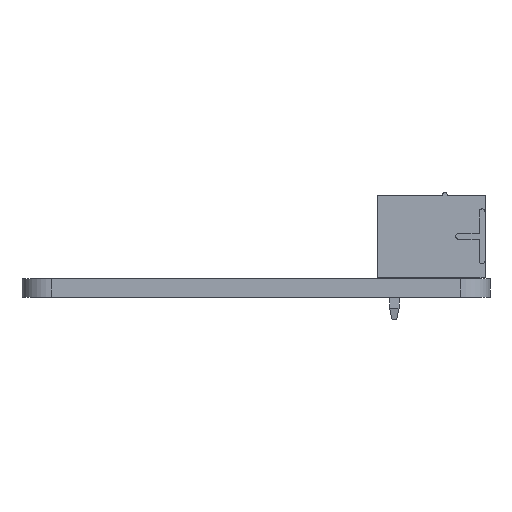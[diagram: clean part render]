
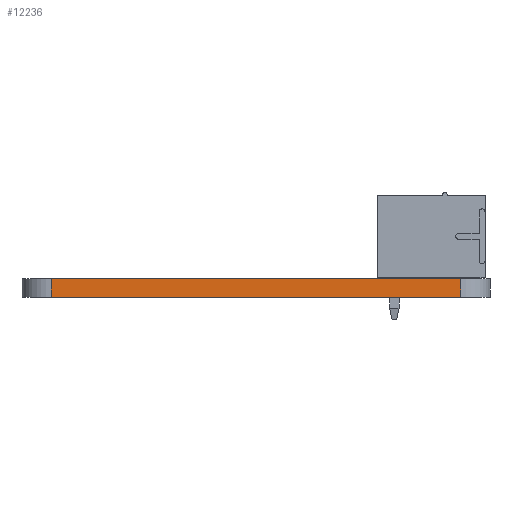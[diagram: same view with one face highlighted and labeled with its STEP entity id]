
A CAD part, left-side view. The second image highlights one B-rep face of the part: STEP entity #12236.
In plain terms, the highlighted planar face has unit normal (-1, 0, 0).
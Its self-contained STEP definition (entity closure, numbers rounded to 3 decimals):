
#12053 = CYLINDRICAL_SURFACE('',#12054,2.5);
#12054 = AXIS2_PLACEMENT_3D('',#12055,#12056,#12057);
#12055 = CARTESIAN_POINT('',(2.5,-2.5,0.));
#12056 = DIRECTION('',(-0.,-0.,-1.));
#12057 = DIRECTION('',(1.,0.,-0.));
#12078 = VERTEX_POINT('',#12079);
#12079 = CARTESIAN_POINT('',(0.,-2.5,1.6));
#12094 = PLANE('',#12095);
#12095 = AXIS2_PLACEMENT_3D('',#12096,#12097,#12098);
#12096 = CARTESIAN_POINT('',(20.95,-20.,1.6));
#12097 = DIRECTION('',(0.,0.,1.));
#12098 = DIRECTION('',(1.,0.,-0.));
#12106 = EDGE_CURVE('',#12107,#12078,#12109,.T.);
#12107 = VERTEX_POINT('',#12108);
#12108 = CARTESIAN_POINT('',(0.,-2.5,0.));
#12109 = SURFACE_CURVE('',#12110,(#12114,#12121),.PCURVE_S1.);
#12110 = LINE('',#12111,#12112);
#12111 = CARTESIAN_POINT('',(0.,-2.5,0.));
#12112 = VECTOR('',#12113,1.);
#12113 = DIRECTION('',(0.,0.,1.));
#12114 = PCURVE('',#12053,#12115);
#12115 = DEFINITIONAL_REPRESENTATION('',(#12116),#12120);
#12116 = LINE('',#12117,#12118);
#12117 = CARTESIAN_POINT('',(-3.142,0.));
#12118 = VECTOR('',#12119,1.);
#12119 = DIRECTION('',(-0.,-1.));
#12120 = ( GEOMETRIC_REPRESENTATION_CONTEXT(2) 
PARAMETRIC_REPRESENTATION_CONTEXT() REPRESENTATION_CONTEXT('2D SPACE',''
  ) );
#12121 = PCURVE('',#12122,#12127);
#12122 = PLANE('',#12123);
#12123 = AXIS2_PLACEMENT_3D('',#12124,#12125,#12126);
#12124 = CARTESIAN_POINT('',(0.,-2.5,0.));
#12125 = DIRECTION('',(1.,0.,-0.));
#12126 = DIRECTION('',(0.,-1.,0.));
#12127 = DEFINITIONAL_REPRESENTATION('',(#12128),#12132);
#12128 = LINE('',#12129,#12130);
#12129 = CARTESIAN_POINT('',(0.,0.));
#12130 = VECTOR('',#12131,1.);
#12131 = DIRECTION('',(0.,-1.));
#12132 = ( GEOMETRIC_REPRESENTATION_CONTEXT(2) 
PARAMETRIC_REPRESENTATION_CONTEXT() REPRESENTATION_CONTEXT('2D SPACE',''
  ) );
#12149 = PLANE('',#12150);
#12150 = AXIS2_PLACEMENT_3D('',#12151,#12152,#12153);
#12151 = CARTESIAN_POINT('',(20.95,-20.,0.));
#12152 = DIRECTION('',(0.,0.,1.));
#12153 = DIRECTION('',(1.,0.,-0.));
#12236 = ADVANCED_FACE('',(#12237),#12122,.F.);
#12237 = FACE_BOUND('',#12238,.F.);
#12238 = EDGE_LOOP('',(#12239,#12240,#12263,#12291));
#12239 = ORIENTED_EDGE('',*,*,#12106,.T.);
#12240 = ORIENTED_EDGE('',*,*,#12241,.T.);
#12241 = EDGE_CURVE('',#12078,#12242,#12244,.T.);
#12242 = VERTEX_POINT('',#12243);
#12243 = CARTESIAN_POINT('',(0.,-37.5,1.6));
#12244 = SURFACE_CURVE('',#12245,(#12249,#12256),.PCURVE_S1.);
#12245 = LINE('',#12246,#12247);
#12246 = CARTESIAN_POINT('',(0.,-2.5,1.6));
#12247 = VECTOR('',#12248,1.);
#12248 = DIRECTION('',(0.,-1.,0.));
#12249 = PCURVE('',#12122,#12250);
#12250 = DEFINITIONAL_REPRESENTATION('',(#12251),#12255);
#12251 = LINE('',#12252,#12253);
#12252 = CARTESIAN_POINT('',(0.,-1.6));
#12253 = VECTOR('',#12254,1.);
#12254 = DIRECTION('',(1.,0.));
#12255 = ( GEOMETRIC_REPRESENTATION_CONTEXT(2) 
PARAMETRIC_REPRESENTATION_CONTEXT() REPRESENTATION_CONTEXT('2D SPACE',''
  ) );
#12256 = PCURVE('',#12094,#12257);
#12257 = DEFINITIONAL_REPRESENTATION('',(#12258),#12262);
#12258 = LINE('',#12259,#12260);
#12259 = CARTESIAN_POINT('',(-20.95,17.5));
#12260 = VECTOR('',#12261,1.);
#12261 = DIRECTION('',(0.,-1.));
#12262 = ( GEOMETRIC_REPRESENTATION_CONTEXT(2) 
PARAMETRIC_REPRESENTATION_CONTEXT() REPRESENTATION_CONTEXT('2D SPACE',''
  ) );
#12263 = ORIENTED_EDGE('',*,*,#12264,.F.);
#12264 = EDGE_CURVE('',#12265,#12242,#12267,.T.);
#12265 = VERTEX_POINT('',#12266);
#12266 = CARTESIAN_POINT('',(0.,-37.5,0.));
#12267 = SURFACE_CURVE('',#12268,(#12272,#12279),.PCURVE_S1.);
#12268 = LINE('',#12269,#12270);
#12269 = CARTESIAN_POINT('',(0.,-37.5,0.));
#12270 = VECTOR('',#12271,1.);
#12271 = DIRECTION('',(0.,0.,1.));
#12272 = PCURVE('',#12122,#12273);
#12273 = DEFINITIONAL_REPRESENTATION('',(#12274),#12278);
#12274 = LINE('',#12275,#12276);
#12275 = CARTESIAN_POINT('',(35.,0.));
#12276 = VECTOR('',#12277,1.);
#12277 = DIRECTION('',(0.,-1.));
#12278 = ( GEOMETRIC_REPRESENTATION_CONTEXT(2) 
PARAMETRIC_REPRESENTATION_CONTEXT() REPRESENTATION_CONTEXT('2D SPACE',''
  ) );
#12279 = PCURVE('',#12280,#12285);
#12280 = CYLINDRICAL_SURFACE('',#12281,2.5);
#12281 = AXIS2_PLACEMENT_3D('',#12282,#12283,#12284);
#12282 = CARTESIAN_POINT('',(2.5,-37.5,0.));
#12283 = DIRECTION('',(-0.,-0.,-1.));
#12284 = DIRECTION('',(1.,0.,-0.));
#12285 = DEFINITIONAL_REPRESENTATION('',(#12286),#12290);
#12286 = LINE('',#12287,#12288);
#12287 = CARTESIAN_POINT('',(-3.142,0.));
#12288 = VECTOR('',#12289,1.);
#12289 = DIRECTION('',(-0.,-1.));
#12290 = ( GEOMETRIC_REPRESENTATION_CONTEXT(2) 
PARAMETRIC_REPRESENTATION_CONTEXT() REPRESENTATION_CONTEXT('2D SPACE',''
  ) );
#12291 = ORIENTED_EDGE('',*,*,#12292,.F.);
#12292 = EDGE_CURVE('',#12107,#12265,#12293,.T.);
#12293 = SURFACE_CURVE('',#12294,(#12298,#12305),.PCURVE_S1.);
#12294 = LINE('',#12295,#12296);
#12295 = CARTESIAN_POINT('',(0.,-2.5,0.));
#12296 = VECTOR('',#12297,1.);
#12297 = DIRECTION('',(0.,-1.,0.));
#12298 = PCURVE('',#12122,#12299);
#12299 = DEFINITIONAL_REPRESENTATION('',(#12300),#12304);
#12300 = LINE('',#12301,#12302);
#12301 = CARTESIAN_POINT('',(0.,0.));
#12302 = VECTOR('',#12303,1.);
#12303 = DIRECTION('',(1.,0.));
#12304 = ( GEOMETRIC_REPRESENTATION_CONTEXT(2) 
PARAMETRIC_REPRESENTATION_CONTEXT() REPRESENTATION_CONTEXT('2D SPACE',''
  ) );
#12305 = PCURVE('',#12149,#12306);
#12306 = DEFINITIONAL_REPRESENTATION('',(#12307),#12311);
#12307 = LINE('',#12308,#12309);
#12308 = CARTESIAN_POINT('',(-20.95,17.5));
#12309 = VECTOR('',#12310,1.);
#12310 = DIRECTION('',(0.,-1.));
#12311 = ( GEOMETRIC_REPRESENTATION_CONTEXT(2) 
PARAMETRIC_REPRESENTATION_CONTEXT() REPRESENTATION_CONTEXT('2D SPACE',''
  ) );
